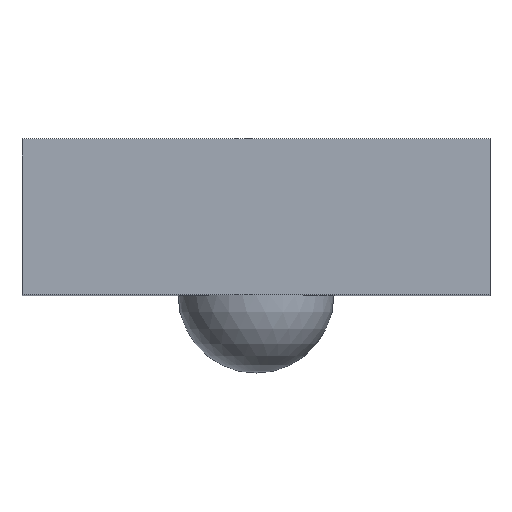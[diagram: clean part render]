
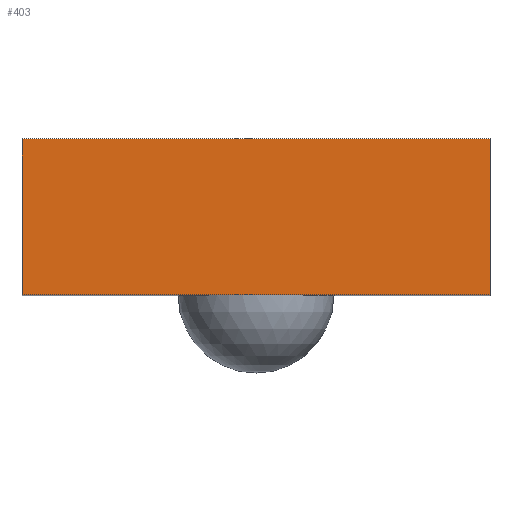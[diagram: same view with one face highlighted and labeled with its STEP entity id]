
A CAD part, top view. The second image highlights one B-rep face of the part: STEP entity #403.
In plain terms, the highlighted planar face has unit normal (0, 0, 1).
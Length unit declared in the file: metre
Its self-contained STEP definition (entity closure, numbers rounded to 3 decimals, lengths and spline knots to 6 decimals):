
#37=ORIENTED_EDGE('',*,*,#146,.T.);
#38=ORIENTED_EDGE('',*,*,#147,.F.);
#39=ORIENTED_EDGE('',*,*,#148,.F.);
#40=ORIENTED_EDGE('',*,*,#144,.T.);
#144=EDGE_CURVE('',#199,#198,#236,.T.);
#146=EDGE_CURVE('',#198,#200,#238,.T.);
#147=EDGE_CURVE('',#201,#200,#239,.T.);
#148=EDGE_CURVE('',#199,#201,#240,.T.);
#198=VERTEX_POINT('',#649);
#199=VERTEX_POINT('',#651);
#200=VERTEX_POINT('',#655);
#201=VERTEX_POINT('',#657);
#236=LINE('',#650,#284);
#238=LINE('',#654,#286);
#239=LINE('',#656,#287);
#240=LINE('',#658,#288);
#284=VECTOR('',#526,1.);
#286=VECTOR('',#530,1.);
#287=VECTOR('',#531,1.);
#288=VECTOR('',#532,1.);
#329=EDGE_LOOP('',(#37,#38,#39,#40));
#355=FACE_BOUND('',#329,.T.);
#381=PLANE('',#481);
#403=ADVANCED_FACE('',(#355),#381,.F.);
#481=AXIS2_PLACEMENT_3D('',#653,#528,#529);
#526=DIRECTION('',(0.,1.,0.));
#528=DIRECTION('',(0.,0.,-1.));
#529=DIRECTION('',(-1.,0.,0.));
#530=DIRECTION('',(-1.,0.,0.));
#531=DIRECTION('',(0.,1.,0.));
#532=DIRECTION('',(-1.,0.,0.));
#649=CARTESIAN_POINT('',(0.00225,0.00075,0.00965));
#650=CARTESIAN_POINT('',(0.00225,-0.00075,0.00965));
#651=CARTESIAN_POINT('',(0.00225,-0.00075,0.00965));
#653=CARTESIAN_POINT('',(0.,-0.00075,0.00965));
#654=CARTESIAN_POINT('',(0.,0.00075,0.00965));
#655=CARTESIAN_POINT('',(-0.00225,0.00075,0.00965));
#656=CARTESIAN_POINT('',(-0.00225,-0.00075,0.00965));
#657=CARTESIAN_POINT('',(-0.00225,-0.00075,0.00965));
#658=CARTESIAN_POINT('',(0.,-0.00075,0.00965));
